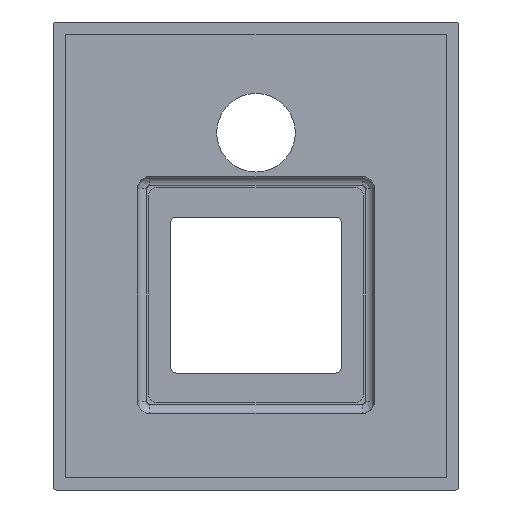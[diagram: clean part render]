
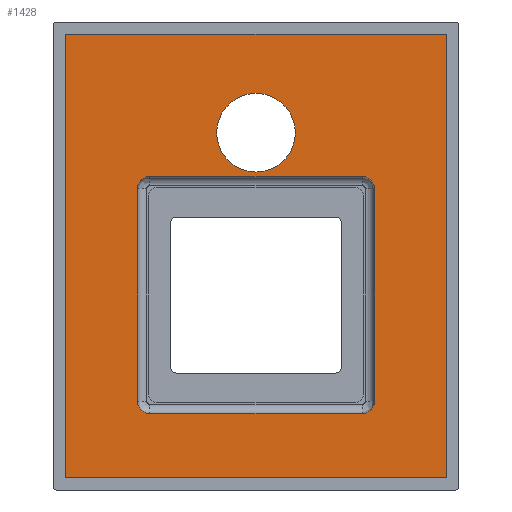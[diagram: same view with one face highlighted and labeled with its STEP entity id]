
A CAD part, front view. The second image highlights one B-rep face of the part: STEP entity #1428.
In plain terms, the highlighted planar face has unit normal (0, -1, 0).
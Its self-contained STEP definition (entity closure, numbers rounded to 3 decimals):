
#72=FACE_BOUND('',#268,.T.);
#73=FACE_BOUND('',#269,.T.);
#81=CIRCLE('',#1535,12.6);
#82=CIRCLE('',#1536,4.);
#83=CIRCLE('',#1537,4.);
#84=CIRCLE('',#1538,4.);
#85=CIRCLE('',#1539,4.);
#175=FACE_OUTER_BOUND('',#267,.T.);
#267=EDGE_LOOP('',(#975,#976,#977,#978));
#268=EDGE_LOOP('',(#979));
#269=EDGE_LOOP('',(#980,#981,#982,#983,#984,#985,#986,#987));
#366=LINE('',#2199,#491);
#370=LINE('',#2206,#495);
#373=LINE('',#2212,#498);
#375=LINE('',#2215,#500);
#376=LINE('',#2223,#501);
#377=LINE('',#2227,#502);
#378=LINE('',#2231,#503);
#379=LINE('',#2234,#504);
#491=VECTOR('',#1714,10.);
#495=VECTOR('',#1720,10.);
#498=VECTOR('',#1725,10.);
#500=VECTOR('',#1729,10.);
#501=VECTOR('',#1736,10.);
#502=VECTOR('',#1739,10.);
#503=VECTOR('',#1742,10.);
#504=VECTOR('',#1745,10.);
#616=VERTEX_POINT('',#2196);
#617=VERTEX_POINT('',#2198);
#619=VERTEX_POINT('',#2204);
#621=VERTEX_POINT('',#2210);
#622=VERTEX_POINT('',#2217);
#623=VERTEX_POINT('',#2219);
#624=VERTEX_POINT('',#2220);
#625=VERTEX_POINT('',#2222);
#626=VERTEX_POINT('',#2224);
#627=VERTEX_POINT('',#2226);
#628=VERTEX_POINT('',#2228);
#629=VERTEX_POINT('',#2230);
#630=VERTEX_POINT('',#2232);
#746=EDGE_CURVE('',#616,#617,#366,.T.);
#750=EDGE_CURVE('',#619,#616,#370,.T.);
#753=EDGE_CURVE('',#621,#619,#373,.T.);
#755=EDGE_CURVE('',#617,#621,#375,.T.);
#756=EDGE_CURVE('',#622,#622,#81,.T.);
#757=EDGE_CURVE('',#623,#624,#82,.T.);
#758=EDGE_CURVE('',#625,#623,#376,.T.);
#759=EDGE_CURVE('',#626,#625,#83,.T.);
#760=EDGE_CURVE('',#627,#626,#377,.T.);
#761=EDGE_CURVE('',#628,#627,#84,.T.);
#762=EDGE_CURVE('',#629,#628,#378,.T.);
#763=EDGE_CURVE('',#630,#629,#85,.T.);
#764=EDGE_CURVE('',#624,#630,#379,.T.);
#975=ORIENTED_EDGE('',*,*,#755,.F.);
#976=ORIENTED_EDGE('',*,*,#746,.F.);
#977=ORIENTED_EDGE('',*,*,#750,.F.);
#978=ORIENTED_EDGE('',*,*,#753,.F.);
#979=ORIENTED_EDGE('',*,*,#756,.F.);
#980=ORIENTED_EDGE('',*,*,#757,.F.);
#981=ORIENTED_EDGE('',*,*,#758,.F.);
#982=ORIENTED_EDGE('',*,*,#759,.F.);
#983=ORIENTED_EDGE('',*,*,#760,.F.);
#984=ORIENTED_EDGE('',*,*,#761,.F.);
#985=ORIENTED_EDGE('',*,*,#762,.F.);
#986=ORIENTED_EDGE('',*,*,#763,.F.);
#987=ORIENTED_EDGE('',*,*,#764,.F.);
#1393=PLANE('',#1534);
#1428=ADVANCED_FACE('',(#175,#72,#73),#1393,.T.);
#1534=AXIS2_PLACEMENT_3D('',#2216,#1730,#1731);
#1535=AXIS2_PLACEMENT_3D('',#2218,#1732,#1733);
#1536=AXIS2_PLACEMENT_3D('',#2221,#1734,#1735);
#1537=AXIS2_PLACEMENT_3D('',#2225,#1737,#1738);
#1538=AXIS2_PLACEMENT_3D('',#2229,#1740,#1741);
#1539=AXIS2_PLACEMENT_3D('',#2233,#1743,#1744);
#1714=DIRECTION('',(-1.,0.,0.));
#1720=DIRECTION('',(0.,0.,-1.));
#1725=DIRECTION('',(1.,0.,0.));
#1729=DIRECTION('',(0.,0.,1.));
#1730=DIRECTION('center_axis',(0.,-1.,0.));
#1731=DIRECTION('ref_axis',(1.,0.,0.));
#1732=DIRECTION('center_axis',(0.,-1.,0.));
#1733=DIRECTION('ref_axis',(-1.,0.,0.));
#1734=DIRECTION('center_axis',(0.,-1.,0.));
#1735=DIRECTION('ref_axis',(0.707,0.,-0.707));
#1736=DIRECTION('',(1.,0.,0.));
#1737=DIRECTION('center_axis',(0.,-1.,0.));
#1738=DIRECTION('ref_axis',(-0.707,0.,-0.707));
#1739=DIRECTION('',(0.,0.,-1.));
#1740=DIRECTION('center_axis',(0.,-1.,0.));
#1741=DIRECTION('ref_axis',(-0.707,0.,0.707));
#1742=DIRECTION('',(-1.,0.,0.));
#1743=DIRECTION('center_axis',(0.,-1.,0.));
#1744=DIRECTION('ref_axis',(0.707,0.,0.707));
#1745=DIRECTION('',(0.,0.,1.));
#2196=CARTESIAN_POINT('',(83.19,10.,-27.148));
#2198=CARTESIAN_POINT('',(-38.81,10.,-27.148));
#2199=CARTESIAN_POINT('',(-38.81,10.,-27.148));
#2204=CARTESIAN_POINT('',(83.19,10.,114.852));
#2206=CARTESIAN_POINT('',(83.19,10.,-27.148));
#2210=CARTESIAN_POINT('',(-38.81,10.,114.852));
#2212=CARTESIAN_POINT('',(83.19,10.,114.852));
#2215=CARTESIAN_POINT('',(-38.81,10.,114.852));
#2216=CARTESIAN_POINT('Origin',(22.19,10.,43.852));
#2217=CARTESIAN_POINT('',(34.79,10.,83.352));
#2218=CARTESIAN_POINT('Origin',(22.19,10.,83.352));
#2219=CARTESIAN_POINT('',(56.19,10.,-6.648));
#2220=CARTESIAN_POINT('',(60.19,10.,-2.648));
#2221=CARTESIAN_POINT('Origin',(56.19,10.,-2.648));
#2222=CARTESIAN_POINT('',(-11.81,10.,-6.648));
#2223=CARTESIAN_POINT('',(3.19,10.,-6.648));
#2224=CARTESIAN_POINT('',(-15.81,10.,-2.648));
#2225=CARTESIAN_POINT('Origin',(-11.81,10.,-2.648));
#2226=CARTESIAN_POINT('',(-15.81,10.,65.352));
#2227=CARTESIAN_POINT('',(-15.81,10.,56.602));
#2228=CARTESIAN_POINT('',(-11.81,10.,69.352));
#2229=CARTESIAN_POINT('Origin',(-11.81,10.,65.352));
#2230=CARTESIAN_POINT('',(56.19,10.,69.352));
#2231=CARTESIAN_POINT('',(41.19,10.,69.352));
#2232=CARTESIAN_POINT('',(60.19,10.,65.352));
#2233=CARTESIAN_POINT('Origin',(56.19,10.,65.352));
#2234=CARTESIAN_POINT('',(60.19,10.,18.602));
